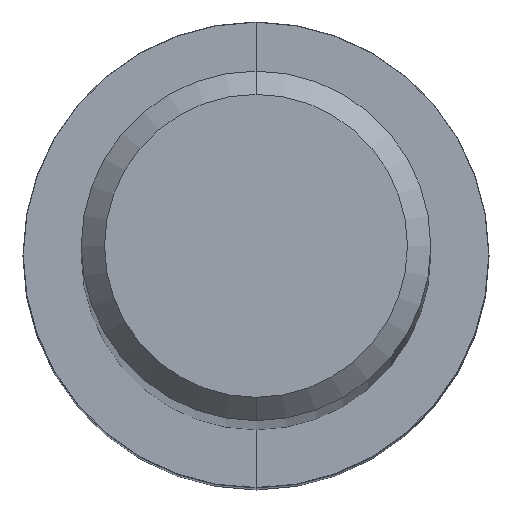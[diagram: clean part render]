
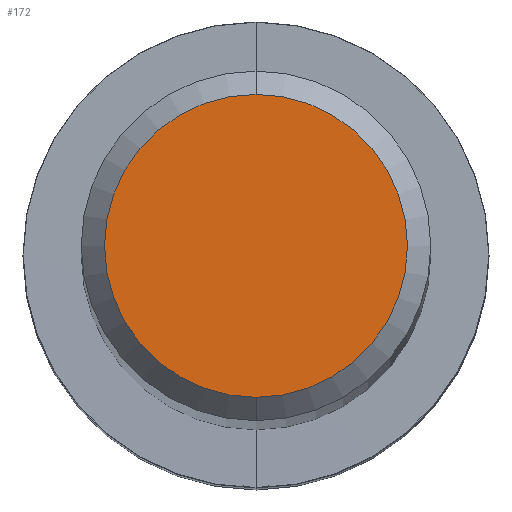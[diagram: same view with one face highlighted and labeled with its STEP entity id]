
A CAD part, top view. The second image highlights one B-rep face of the part: STEP entity #172.
In plain terms, the highlighted planar face has unit normal (0, 0, 1).
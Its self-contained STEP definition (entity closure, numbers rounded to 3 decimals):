
#172=ADVANCED_FACE('',(#457),#458,.T.);
#204=EDGE_CURVE('',#398,#400,#492,.T.);
#398=VERTEX_POINT('',#709);
#400=VERTEX_POINT('',#711);
#426=EDGE_CURVE('',#400,#398,#739,.T.);
#457=FACE_OUTER_BOUND('',#771,.T.);
#458=PLANE('',#772);
#492=CIRCLE('',#863,2.6);
#709=CARTESIAN_POINT('',(0.,-2.6,0.0));
#711=CARTESIAN_POINT('',(0.0,2.6,0.0));
#739=CIRCLE('',#1346,2.6);
#771=EDGE_LOOP('',(#1357,#1358));
#772=AXIS2_PLACEMENT_3D('',#1359,#1360,#1361);
#863=AXIS2_PLACEMENT_3D('',#1379,#1380,#1381);
#1346=AXIS2_PLACEMENT_3D('',#1679,#1680,#1681);
#1357=ORIENTED_EDGE('',*,*,#426,.F.);
#1358=ORIENTED_EDGE('',*,*,#204,.F.);
#1359=CARTESIAN_POINT('',(0.0,1.3,0.0));
#1360=DIRECTION('',(-0.0,0.0,1.0));
#1361=DIRECTION('',(0.0,-1.0,0.0));
#1379=CARTESIAN_POINT('',(0.0,0.0,0.0));
#1380=DIRECTION('',(0.0,0.0,-1.0));
#1381=DIRECTION('',(0.0,1.0,0.0));
#1679=CARTESIAN_POINT('',(0.0,0.0,0.0));
#1680=DIRECTION('',(0.0,0.0,-1.0));
#1681=DIRECTION('',(0.0,1.0,0.0));
